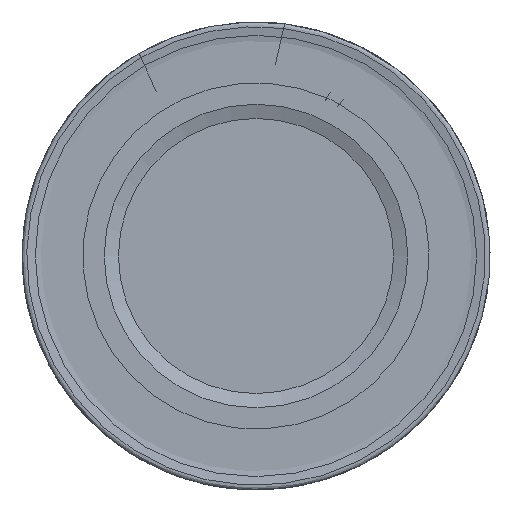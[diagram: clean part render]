
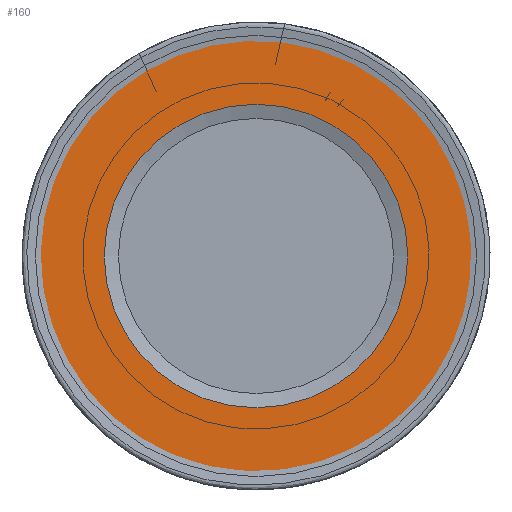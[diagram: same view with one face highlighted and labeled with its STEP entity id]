
A CAD part, left-side view. The second image highlights one B-rep face of the part: STEP entity #160.
In plain terms, the highlighted planar face has unit normal (-1, 0, 0).
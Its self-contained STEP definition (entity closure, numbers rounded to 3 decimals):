
#110=PLANE('',#646);
#160=ADVANCED_FACE('',(#216,#217),#110,.F.);
#216=FACE_BOUND('',#252,.T.);
#217=FACE_BOUND('',#253,.T.);
#252=EDGE_LOOP('',(#312));
#253=EDGE_LOOP('',(#313));
#312=ORIENTED_EDGE('',*,*,#499,.F.);
#313=ORIENTED_EDGE('',*,*,#500,.T.);
#449=VERTEX_POINT('',#905);
#450=VERTEX_POINT('',#908);
#499=EDGE_CURVE('',#449,#449,#573,.T.);
#500=EDGE_CURVE('',#450,#450,#574,.T.);
#573=CIRCLE('',#643,14.75);
#574=CIRCLE('',#645,21.45);
#643=AXIS2_PLACEMENT_3D('',#904,#744,#745);
#645=AXIS2_PLACEMENT_3D('',#907,#748,#749);
#646=AXIS2_PLACEMENT_3D('',#909,#750,#751);
#744=DIRECTION('',(-1.,0.,0.));
#745=DIRECTION('',(0.,0.,1.));
#748=DIRECTION('',(-1.,0.,0.));
#749=DIRECTION('',(0.,0.,1.));
#750=DIRECTION('',(1.,0.,0.));
#751=DIRECTION('',(0.,0.,-1.));
#904=CARTESIAN_POINT('',(0.25,0.,0.));
#905=CARTESIAN_POINT('',(0.25,0.,14.75));
#907=CARTESIAN_POINT('',(0.25,0.,0.));
#908=CARTESIAN_POINT('',(0.25,0.,21.45));
#909=CARTESIAN_POINT('',(0.25,21.45,0.));
